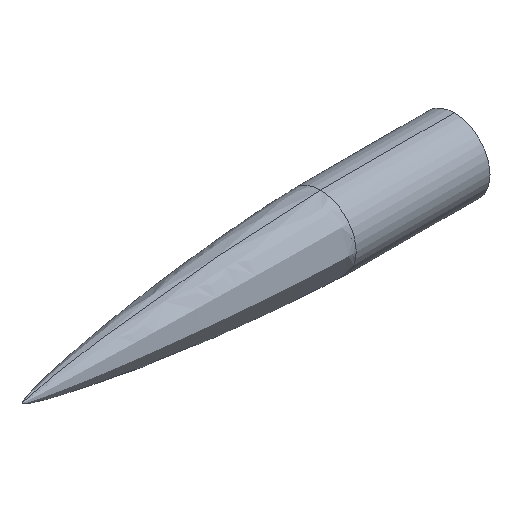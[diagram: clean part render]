
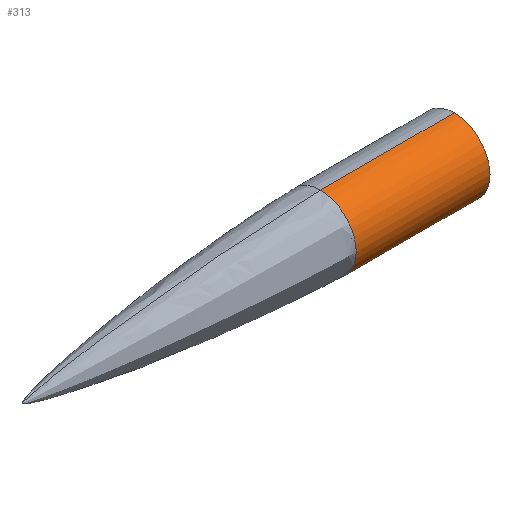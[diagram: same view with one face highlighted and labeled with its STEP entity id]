
A CAD part, isometric view. The second image highlights one B-rep face of the part: STEP entity #313.
In plain terms, the highlighted cylindrical face has radius 39.624 mm (diameter 79.248 mm), a partial arc.
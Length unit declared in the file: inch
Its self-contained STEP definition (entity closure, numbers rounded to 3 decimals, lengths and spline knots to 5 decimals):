
#71 = VERTEX_POINT ( 'NONE', #100 ) ;
#76 = DIRECTION ( 'NONE',  ( 0., 0., 1. ) ) ;
#100 = CARTESIAN_POINT ( 'NONE',  ( 18.83051, 0., 1.56 ) ) ;
#135 = ORIENTED_EDGE ( 'NONE', *, *, #584, .F. ) ;
#161 = AXIS2_PLACEMENT_3D ( 'NONE', #819, #311, #240 ) ;
#166 = CARTESIAN_POINT ( 'NONE',  ( 13., 0., 1.56 ) ) ;
#167 = EDGE_CURVE ( 'NONE', #721, #300, #822, .T. ) ;
#215 = EDGE_LOOP ( 'NONE', ( #303, #439, #579, #135 ) ) ;
#224 = DIRECTION ( 'NONE',  ( -1., 0., 0. ) ) ;
#225 = CIRCLE ( 'NONE', #161, 1.56 ) ;
#235 = CARTESIAN_POINT ( 'NONE',  ( 18.83051, 0., -1.56 ) ) ;
#236 = CARTESIAN_POINT ( 'NONE',  ( 13., 0., 0. ) ) ;
#240 = DIRECTION ( 'NONE',  ( 0., 0., 1. ) ) ;
#276 = AXIS2_PLACEMENT_3D ( 'NONE', #896, #692, #464 ) ;
#300 = VERTEX_POINT ( 'NONE', #890 ) ;
#303 = ORIENTED_EDGE ( 'NONE', *, *, #167, .F. ) ;
#311 = DIRECTION ( 'NONE',  ( -1., 0., 0. ) ) ;
#313 = ADVANCED_FACE ( 'NONE', ( #750 ), #681, .T. ) ;
#354 = AXIS2_PLACEMENT_3D ( 'NONE', #236, #224, #76 ) ;
#439 = ORIENTED_EDGE ( 'NONE', *, *, #747, .T. ) ;
#464 = DIRECTION ( 'NONE',  ( 0., 0., 1. ) ) ;
#490 = VECTOR ( 'NONE', #536, 39.37008 ) ;
#536 = DIRECTION ( 'NONE',  ( -1., 0., 0. ) ) ;
#579 = ORIENTED_EDGE ( 'NONE', *, *, #608, .T. ) ;
#584 = EDGE_CURVE ( 'NONE', #300, #786, #714, .T. ) ;
#595 = DIRECTION ( 'NONE',  ( -1., 0., 0. ) ) ;
#608 = EDGE_CURVE ( 'NONE', #71, #786, #679, .T. ) ;
#639 = VECTOR ( 'NONE', #595, 39.37008 ) ;
#675 = CARTESIAN_POINT ( 'NONE',  ( -1.20016, 0., 1.56 ) ) ;
#679 = LINE ( 'NONE', #675, #639 ) ;
#681 = CYLINDRICAL_SURFACE ( 'NONE', #276, 1.56 ) ;
#692 = DIRECTION ( 'NONE',  ( -1., 0., 0. ) ) ;
#714 = CIRCLE ( 'NONE', #354, 1.56 ) ;
#721 = VERTEX_POINT ( 'NONE', #235 ) ;
#747 = EDGE_CURVE ( 'NONE', #721, #71, #225, .T. ) ;
#750 = FACE_OUTER_BOUND ( 'NONE', #215, .T. ) ;
#786 = VERTEX_POINT ( 'NONE', #166 ) ;
#819 = CARTESIAN_POINT ( 'NONE',  ( 18.83051, 0., 0. ) ) ;
#822 = LINE ( 'NONE', #826, #490 ) ;
#826 = CARTESIAN_POINT ( 'NONE',  ( -1.20016, 0., -1.56 ) ) ;
#890 = CARTESIAN_POINT ( 'NONE',  ( 13., 0., -1.56 ) ) ;
#896 = CARTESIAN_POINT ( 'NONE',  ( -1.20016, 0., 0. ) ) ;
